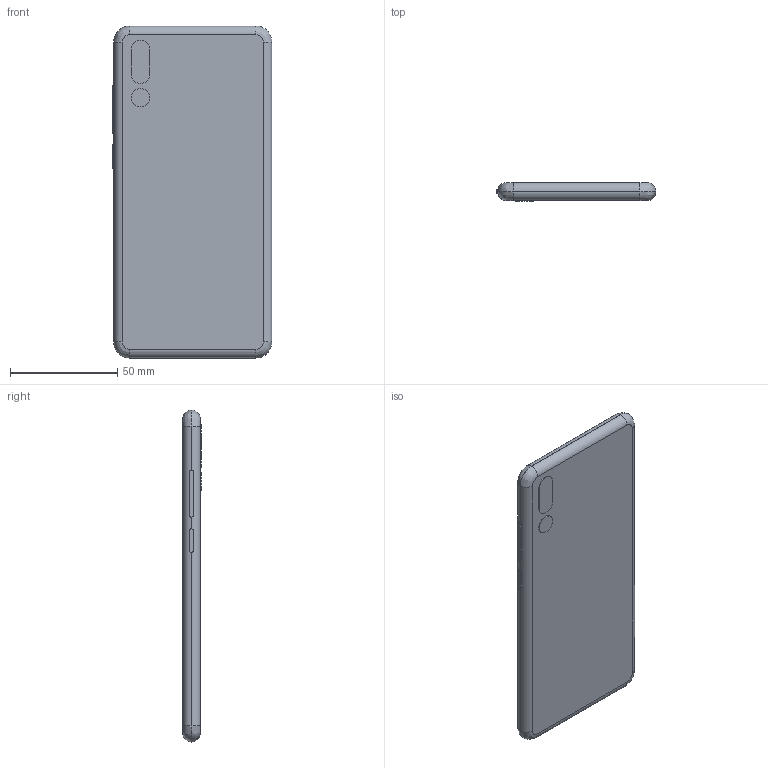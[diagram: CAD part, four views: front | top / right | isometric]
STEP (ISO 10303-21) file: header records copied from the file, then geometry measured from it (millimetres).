
FILE_DESCRIPTION(/* description */ (''),/* implementation_level */ '2;1');
FILE_NAME(/* name */ '00_Huawei_P20.ipt.step',/* time_stamp */ '2022-11-29T07:42:12+01:00',/* author */ ('diederichbenedict'),/* organization */ (''),/* preprocessor_version */ 'ST-DEVELOPER v18.1',/* originating_system */ 'Autodesk Inventor 2022',/* authorisation */ '');
FILE_SCHEMA (('AUTOMOTIVE_DESIGN { 1 0 10303 214 3 1 1 }'));
Length unit declared in the file: millimetre
Products named in the file (1): 00_Huawei_P20
Bounding box: 74.63 x 8.65 x 155 mm (x, y, z)
Volume: 90075.1 mm3; surface area: 25100.4 mm2
Topology: 1 solids, 1 shells, 49 faces, 111 edges, 66 vertices
Faces by surface type: plane 22, cylinder 19, bspline 8
Full cylindrical faces by diameter (mm): 8.63 x1
Entity records: 1440 total; most frequent: CARTESIAN_POINT 291, DIRECTION 249, ORIENTED_EDGE 222, EDGE_CURVE 111, AXIS2_PLACEMENT_3D 96, VERTEX_POINT 66, LINE 57, VECTOR 57
